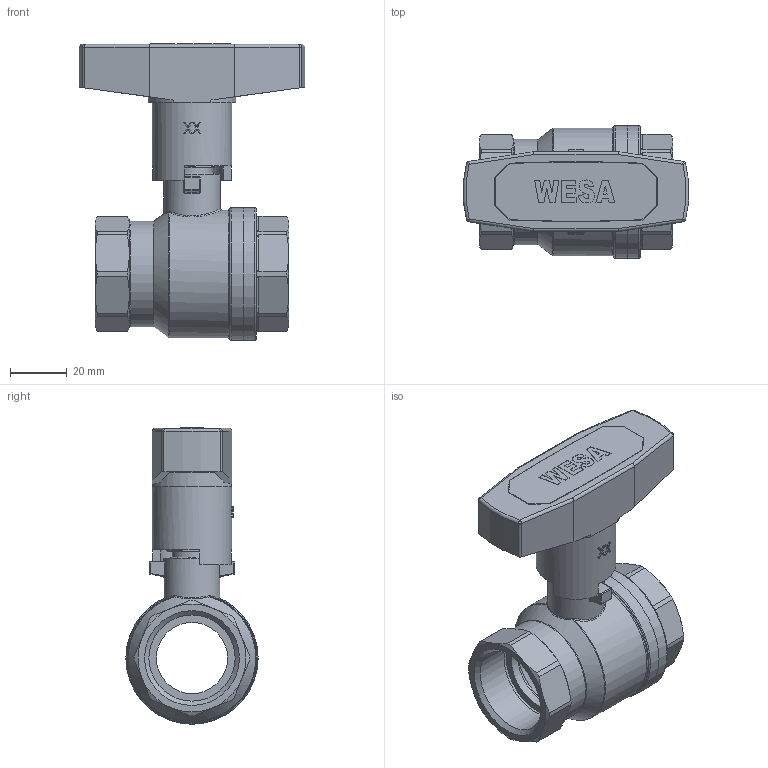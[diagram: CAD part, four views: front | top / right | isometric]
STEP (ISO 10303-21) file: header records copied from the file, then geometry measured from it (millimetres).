
FILE_DESCRIPTION(/* description */ ('Unknown','CAx-IF Rec.Pracs.---Representation and Presentation of Product Manufacturing Information (PMI)---4.0---2014-10-13','CAx-IF Rec.Pracs.---3D Tessellated Geometry---0.4---2014-09-14','2;1'),/* implementation_level */ '2;1');
FILE_NAME(/* name */ '9380-06',/* time_stamp */ '2024-02-19T09:11:36+01:00',/* author */ ('Unknown'),/* organization */ ('Unknown'),/* preprocessor_version */ 'ST-DEVELOPER v18.102',/* originating_system */ 'Solid Edge',/* authorisation */ 'Unknown');
FILE_SCHEMA (('AP242_MANAGED_MODEL_BASED_3D_ENGINEERING_MIM_LF { 1 0 10303 442 1 1 4 }'));
Length unit declared in the file: millimetre
Products named in the file (12): 9370-06; T-Griff 1; Schraube-m-imbus-1; T-Griff-Al-1-a; Abdeckkappe-3_8-1_1_2_0; 9380_1_oa_0; Körper__1; Spindel-Zusammanbau__1_oa_1; Spindel__1; Stopfbuchse__1; Einschraubteil__1
Assembly tree (11 placements, depth 4):
  9370-06
    T-Griff 1
      Schraube-m-imbus-1
        Schraube-m-imbus-1
      T-Griff-Al-1-a
      Abdeckkappe-3_8-1_1_2_0
    9380_1_oa_0
      Körper__1
      Spindel-Zusammanbau__1_oa_1
        Spindel__1
      Stopfbuchse__1
      Einschraubteil__1
Bounding box: 79.22 x 46.5 x 104.15 mm (x, y, z)
Volume: 71989.6 mm3; surface area: 45267 mm2
Topology: 7 solids, 7 shells, 488 faces, 1238 edges, 782 vertices
Faces by surface type: plane 275, cylinder 114, cone 59, bspline 15, sphere 13, torus 12
Full cylindrical faces by diameter (mm): 3.4 x2, 5.4 x4, 8.5 x1, 10 x2, 10.3 x1, 14 x2, 14.376 x2, 14.5 x1, 15 x1, 16 x1, 18.1 x1, 20 x1, 22.5 x1, 25 x2, 28 x1, 30.291 x4, 32.6 x1, 33 x1, 37 x1, 38.376 x1, 40 x2, 40.6 x1, 44.2 x1, 45 x1, 46.5 x2
Entity records: 16712 total; most frequent: CARTESIAN_POINT 3566, DIRECTION 2373, ORIENTED_EDGE 2266, EDGE_CURVE 1133, AXIS2_PLACEMENT_3D 872, VERTEX_POINT 751, LINE 629, VECTOR 629
